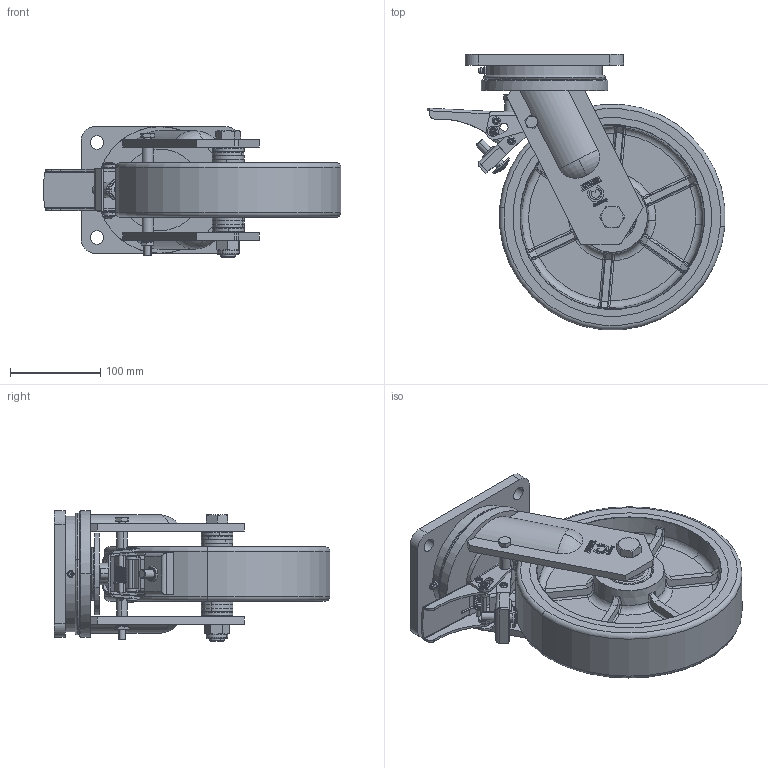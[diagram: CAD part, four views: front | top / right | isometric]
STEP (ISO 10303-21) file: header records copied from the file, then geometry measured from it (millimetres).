
FILE_DESCRIPTION (( 'STEP AP214' ), '1' );
FILE_NAME ('0017798_L-HB-PUZG-250-K-3-DSV-B60.STEP', '2015-09-18T09:15:22', ( '' ), ( '' ), 'SwSTEP 2.0', 'SolidWorks 2014', '' );
FILE_SCHEMA (( 'AUTOMOTIVE_DESIGN' ));
Length unit declared in the file: millimetre
Products named in the file (1): 0017798_L-HB-PUZG-250-K-3-DSV-B60
Bounding box: 329.16 x 304.53 x 144.5 mm (x, y, z)
Surface area: 557999.1 mm2 (no closed solid volume)
Topology: 0 solids, 46 shells, 1481 faces, 3685 edges, 2339 vertices
Faces by surface type: plane 535, bspline 318, cylinder 316, cone 182, torus 122, sphere 8
Entity records: 74121 total; most frequent: CARTESIAN_POINT 24373, ORIENTED_EDGE 7310, DIRECTION 6101, EDGE_CURVE 3671, VERTEX_POINT 2337, AXIS2_PLACEMENT_3D 2234, EDGE_LOOP 1650, VECTOR 1633
